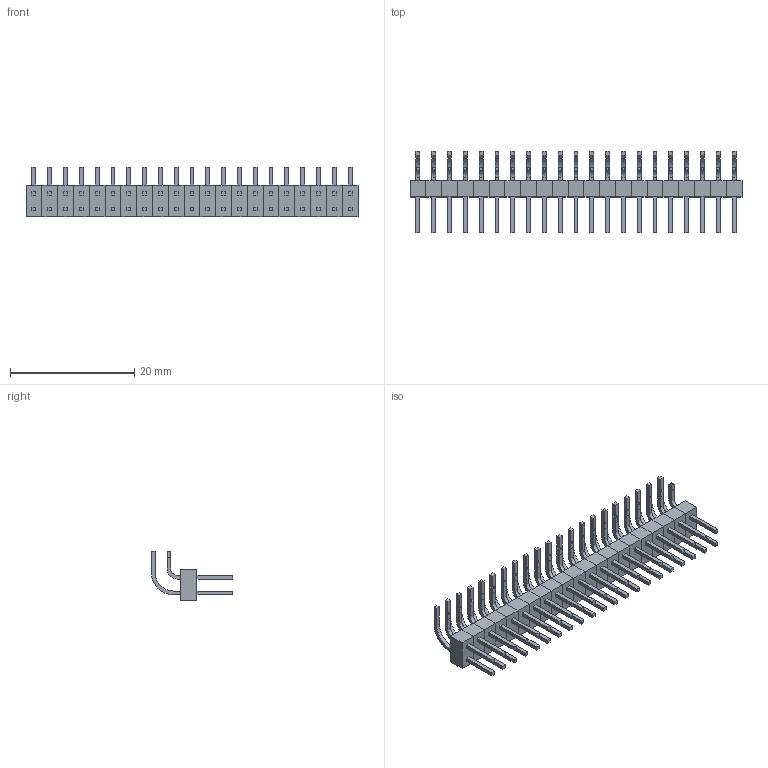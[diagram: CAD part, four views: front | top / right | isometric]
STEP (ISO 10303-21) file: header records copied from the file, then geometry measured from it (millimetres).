
FILE_DESCRIPTION(('STEP AP214'), '1');
FILE_NAME('SNP346-8VP31-1', '2019-04-03T11:53:00', (' user '), (''), 'ASCON STEP Converter 1.3', 'ASCON Math Kernel', '');
FILE_SCHEMA(('AUTOMOTIVE_DESIGN { 1 0 10303 214 3 1 1}'));
Length unit declared in the file: millimetre
Bounding box: 53.34 x 13.1 x 8 mm (x, y, z)
Volume: 916.5 mm3; surface area: 2801.6 mm2
Topology: 21 solids, 21 shells, 756 faces, 1827 edges, 1218 vertices
Faces by surface type: plane 651, cylinder 105
Full cylindrical faces by diameter (mm): 0.5 x21
Entity records: 27888 total; most frequent: CARTESIAN_POINT 3781, ORIENTED_EDGE 3612, DIRECTION 3530, EDGE_CURVE 1806, LINE 1596, VECTOR 1596, VERTEX_POINT 1218, AXIS2_PLACEMENT_3D 967
